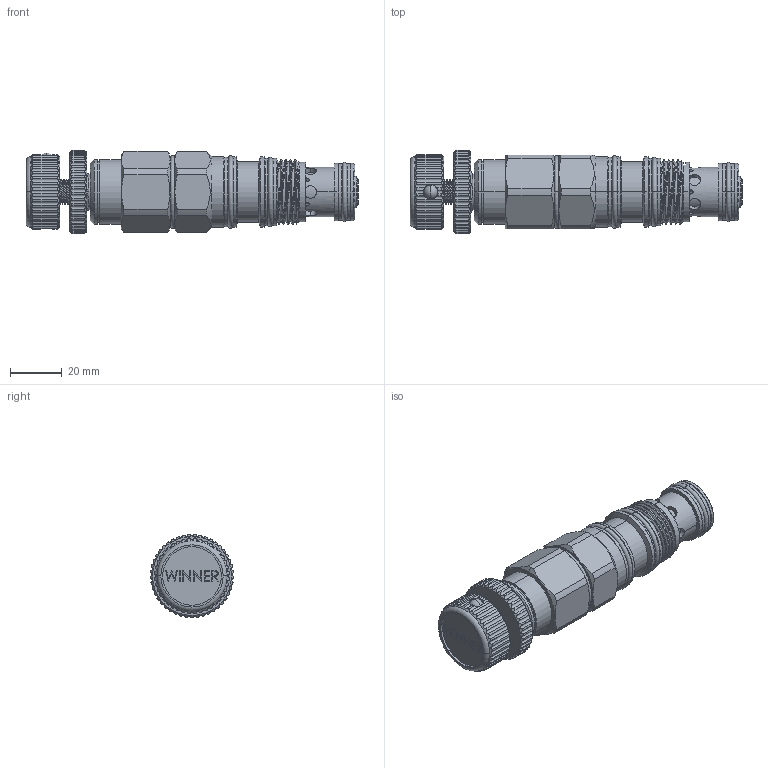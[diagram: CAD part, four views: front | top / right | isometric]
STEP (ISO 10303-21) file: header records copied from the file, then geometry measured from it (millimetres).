
FILE_DESCRIPTION (( 'STEP AP203' ), '1' );
FILE_NAME ('CA2A3N-K.STEP', '2021-06-22T00:56:27', ( '' ), ( '' ), 'SwSTEP 2.0', 'SolidWorks 2018', '' );
FILE_SCHEMA (( 'CONFIG_CONTROL_DESIGN' ));
Length unit declared in the file: millimetre
Products named in the file (1): CA2A3N-K
Bounding box: 128.69 x 32.2 x 32.18 mm (x, y, z)
Volume: 67324 mm3; surface area: 18255.8 mm2
Topology: 1 solids, 2 shells, 630 faces, 1678 edges, 1092 vertices
Faces by surface type: cylinder 389, plane 130, cone 67, torus 28, bspline 13, sphere 3
Entity records: 28704 total; most frequent: CARTESIAN_POINT 13576, ORIENTED_EDGE 3352, DIRECTION 2932, EDGE_CURVE 1676, AXIS2_PLACEMENT_3D 1133, VERTEX_POINT 1091, EDGE_LOOP 673, LINE 666
